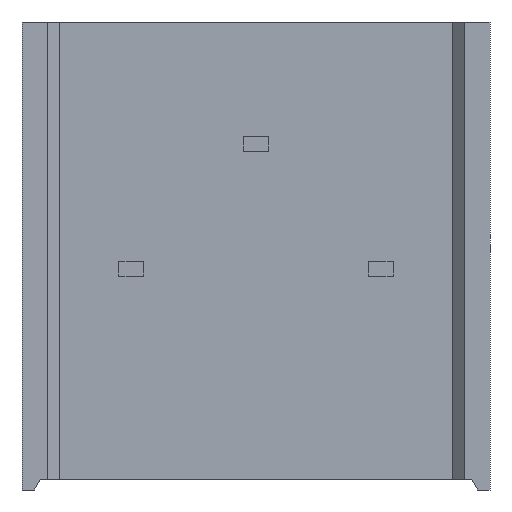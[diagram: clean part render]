
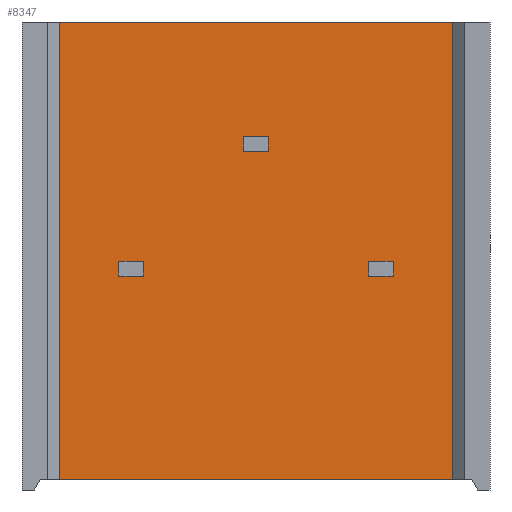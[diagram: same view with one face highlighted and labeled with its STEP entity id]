
A CAD part, front view. The second image highlights one B-rep face of the part: STEP entity #8347.
In plain terms, the highlighted planar face has unit normal (0, -1, 0).
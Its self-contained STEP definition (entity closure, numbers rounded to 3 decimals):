
#795=ORIENTED_EDGE('',*,*,#2522,.F.);
#796=ORIENTED_EDGE('',*,*,#2523,.F.);
#797=ORIENTED_EDGE('',*,*,#2524,.F.);
#798=ORIENTED_EDGE('',*,*,#2525,.F.);
#799=ORIENTED_EDGE('',*,*,#2526,.T.);
#800=ORIENTED_EDGE('',*,*,#2259,.T.);
#801=ORIENTED_EDGE('',*,*,#2527,.F.);
#802=ORIENTED_EDGE('',*,*,#2528,.F.);
#803=ORIENTED_EDGE('',*,*,#2529,.F.);
#804=ORIENTED_EDGE('',*,*,#2530,.F.);
#805=ORIENTED_EDGE('',*,*,#2531,.F.);
#806=ORIENTED_EDGE('',*,*,#2532,.F.);
#807=ORIENTED_EDGE('',*,*,#2533,.F.);
#808=ORIENTED_EDGE('',*,*,#2534,.F.);
#809=ORIENTED_EDGE('',*,*,#2535,.F.);
#810=ORIENTED_EDGE('',*,*,#2536,.F.);
#2259=EDGE_CURVE('',#3124,#3125,#3646,.T.);
#2522=EDGE_CURVE('',#3384,#3385,#3655,.T.);
#2523=EDGE_CURVE('',#3386,#3384,#3656,.T.);
#2524=EDGE_CURVE('',#3387,#3386,#3657,.T.);
#2525=EDGE_CURVE('',#3385,#3387,#3658,.T.);
#2526=EDGE_CURVE('',#3388,#3124,#3659,.T.);
#2527=EDGE_CURVE('',#3389,#3125,#3660,.T.);
#2528=EDGE_CURVE('',#3388,#3389,#3661,.T.);
#2529=EDGE_CURVE('',#3390,#3391,#3662,.T.);
#2530=EDGE_CURVE('',#3392,#3390,#3663,.T.);
#2531=EDGE_CURVE('',#3393,#3392,#3664,.T.);
#2532=EDGE_CURVE('',#3391,#3393,#3665,.T.);
#2533=EDGE_CURVE('',#3394,#3395,#3666,.T.);
#2534=EDGE_CURVE('',#3396,#3394,#3667,.T.);
#2535=EDGE_CURVE('',#3397,#3396,#3668,.T.);
#2536=EDGE_CURVE('',#3395,#3397,#3669,.T.);
#3124=VERTEX_POINT('',#10858);
#3125=VERTEX_POINT('',#10859);
#3384=VERTEX_POINT('',#11900);
#3385=VERTEX_POINT('',#11901);
#3386=VERTEX_POINT('',#11903);
#3387=VERTEX_POINT('',#11905);
#3388=VERTEX_POINT('',#11908);
#3389=VERTEX_POINT('',#11910);
#3390=VERTEX_POINT('',#11913);
#3391=VERTEX_POINT('',#11914);
#3392=VERTEX_POINT('',#11916);
#3393=VERTEX_POINT('',#11918);
#3394=VERTEX_POINT('',#11921);
#3395=VERTEX_POINT('',#11922);
#3396=VERTEX_POINT('',#11924);
#3397=VERTEX_POINT('',#11926);
#3646=LINE('',#10857,#4089);
#3655=LINE('',#11899,#4098);
#3656=LINE('',#11902,#4099);
#3657=LINE('',#11904,#4100);
#3658=LINE('',#11906,#4101);
#3659=LINE('',#11907,#4102);
#3660=LINE('',#11909,#4103);
#3661=LINE('',#11911,#4104);
#3662=LINE('',#11912,#4105);
#3663=LINE('',#11915,#4106);
#3664=LINE('',#11917,#4107);
#3665=LINE('',#11919,#4108);
#3666=LINE('',#11920,#4109);
#3667=LINE('',#11923,#4110);
#3668=LINE('',#11925,#4111);
#3669=LINE('',#11927,#4112);
#4089=VECTOR('',#9196,1000.);
#4098=VECTOR('',#9439,1000.);
#4099=VECTOR('',#9440,1000.);
#4100=VECTOR('',#9441,1000.);
#4101=VECTOR('',#9442,1000.);
#4102=VECTOR('',#9443,1000.);
#4103=VECTOR('',#9444,1000.);
#4104=VECTOR('',#9445,1000.);
#4105=VECTOR('',#9446,1000.);
#4106=VECTOR('',#9447,1000.);
#4107=VECTOR('',#9448,1000.);
#4108=VECTOR('',#9449,1000.);
#4109=VECTOR('',#9450,1000.);
#4110=VECTOR('',#9451,1000.);
#4111=VECTOR('',#9452,1000.);
#4112=VECTOR('',#9453,1000.);
#4598=EDGE_LOOP('',(#795,#796,#797,#798));
#4599=EDGE_LOOP('',(#799,#800,#801,#802));
#4600=EDGE_LOOP('',(#803,#804,#805,#806));
#4601=EDGE_LOOP('',(#807,#808,#809,#810));
#5045=FACE_BOUND('',#4598,.T.);
#5046=FACE_BOUND('',#4599,.T.);
#5047=FACE_BOUND('',#4600,.T.);
#5048=FACE_BOUND('',#4601,.T.);
#5422=PLANE('',#8834);
#8347=ADVANCED_FACE('',(#5045,#5046,#5047,#5048),#5422,.F.);
#8834=AXIS2_PLACEMENT_3D('',#11898,#9437,#9438);
#9196=DIRECTION('',(-1.,0.,0.));
#9437=DIRECTION('',(0.,1.,0.));
#9438=DIRECTION('',(-1.,0.,0.));
#9439=DIRECTION('',(0.,0.,-1.));
#9440=DIRECTION('',(-1.,0.,0.));
#9441=DIRECTION('',(0.,0.,1.));
#9442=DIRECTION('',(1.,0.,0.));
#9443=DIRECTION('',(0.,0.,1.));
#9444=DIRECTION('',(0.,0.,1.));
#9445=DIRECTION('',(-1.,0.,0.));
#9446=DIRECTION('',(0.,0.,-1.));
#9447=DIRECTION('',(-1.,0.,0.));
#9448=DIRECTION('',(0.,0.,1.));
#9449=DIRECTION('',(1.,0.,0.));
#9450=DIRECTION('',(0.,0.,-1.));
#9451=DIRECTION('',(-1.,0.,0.));
#9452=DIRECTION('',(0.,0.,1.));
#9453=DIRECTION('',(1.,0.,0.));
#10857=CARTESIAN_POINT('',(4.,-4.58,4.76));
#10858=CARTESIAN_POINT('',(4.,-4.58,4.76));
#10859=CARTESIAN_POINT('',(-4.,-4.58,4.76));
#11898=CARTESIAN_POINT('',(4.,-4.58,-45.24));
#11899=CARTESIAN_POINT('',(2.29,-4.58,-0.11));
#11900=CARTESIAN_POINT('',(2.29,-4.58,-0.11));
#11901=CARTESIAN_POINT('',(2.29,-4.58,-0.41));
#11902=CARTESIAN_POINT('',(2.79,-4.58,-0.11));
#11903=CARTESIAN_POINT('',(2.79,-4.58,-0.11));
#11904=CARTESIAN_POINT('',(2.79,-4.58,-0.41));
#11905=CARTESIAN_POINT('',(2.79,-4.58,-0.41));
#11906=CARTESIAN_POINT('',(2.29,-4.58,-0.41));
#11907=CARTESIAN_POINT('',(4.,-4.58,-45.24));
#11908=CARTESIAN_POINT('',(4.,-4.58,-4.543));
#11909=CARTESIAN_POINT('',(-4.,-4.58,-45.24));
#11910=CARTESIAN_POINT('',(-4.,-4.58,-4.543));
#11911=CARTESIAN_POINT('',(4.385,-4.58,-4.543));
#11912=CARTESIAN_POINT('',(-0.25,-4.58,2.43));
#11913=CARTESIAN_POINT('',(-0.25,-4.58,2.43));
#11914=CARTESIAN_POINT('',(-0.25,-4.58,2.13));
#11915=CARTESIAN_POINT('',(0.25,-4.58,2.43));
#11916=CARTESIAN_POINT('',(0.25,-4.58,2.43));
#11917=CARTESIAN_POINT('',(0.25,-4.58,2.13));
#11918=CARTESIAN_POINT('',(0.25,-4.58,2.13));
#11919=CARTESIAN_POINT('',(-0.25,-4.58,2.13));
#11920=CARTESIAN_POINT('',(-2.79,-4.58,-0.11));
#11921=CARTESIAN_POINT('',(-2.79,-4.58,-0.11));
#11922=CARTESIAN_POINT('',(-2.79,-4.58,-0.41));
#11923=CARTESIAN_POINT('',(-2.29,-4.58,-0.11));
#11924=CARTESIAN_POINT('',(-2.29,-4.58,-0.11));
#11925=CARTESIAN_POINT('',(-2.29,-4.58,-0.41));
#11926=CARTESIAN_POINT('',(-2.29,-4.58,-0.41));
#11927=CARTESIAN_POINT('',(-2.79,-4.58,-0.41));
